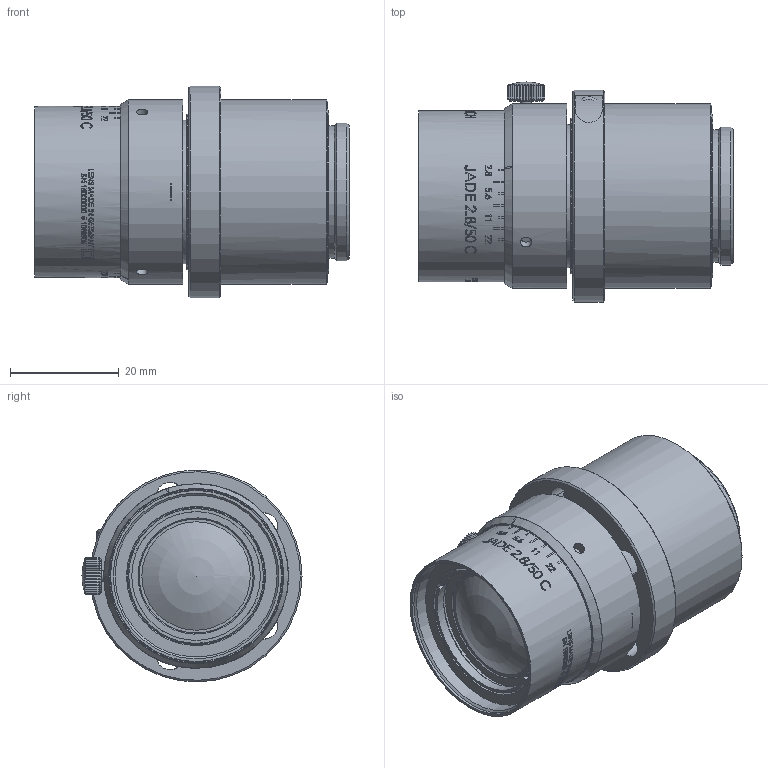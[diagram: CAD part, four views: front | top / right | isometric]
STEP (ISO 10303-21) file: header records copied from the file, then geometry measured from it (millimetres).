
FILE_DESCRIPTION(/* description */ (''),/* implementation_level */ '2;1');
FILE_NAME(/* name */ '1098905_00158804_003.stp',/* time_stamp */ '2021-09-17T13:23:44+02:00',/* author */ (''),/* organization */ (''),/* preprocessor_version */ 'ST-DEVELOPER v16',/* originating_system */ 'SIEMENS PLM Software NX 10.0',/* authorisation */ '');
FILE_SCHEMA (('AP203_CONFIGURATION_CONTROLLED_3D_DESIGN_OF_MECHANICAL_PARTS_AND_ASSEMBLIES_MIM_LF { 1 0 10303 403 2 1 2}'));
Length unit declared in the file: millimetre
Products named in the file (1): Froe47D4E78Cknhq
Bounding box: 57.98 x 40.5 x 38.99 mm (x, y, z)
Volume: 38971.1 mm3; surface area: 18739.5 mm2
Topology: 1 solids, 4 shells, 550 faces, 1852 edges, 1435 vertices
Faces by surface type: plane 249, cylinder 239, cone 48, torus 9, sphere 3, bspline 2
Full cylindrical faces by diameter (mm): 1.1 x1, 1.7 x3, 1.9 x3, 2 x1, 2.05 x4, 2.5 x1, 2.7 x3, 2.8 x1, 4.5 x1, 17.5 x1, 19.5 x1, 20 x1, 20.3 x1, 21 x1, 21.2 x1, 23 x1, 23.3 x1, 23.7 x1, 24.3 x1, 24.4 x1, 24.5 x1, 24.8 x1, 25.4 x1, 25.6 x1, 26.3 x1, 26.36 x1, 27 x1, 27.2 x1, 28.5 x1, 29.8 x1
Entity records: 23636 total; most frequent: CARTESIAN_POINT 8851, ORIENTED_EDGE 3419, DIRECTION 2360, EDGE_CURVE 1728, VERTEX_POINT 1392, AXIS2_PLACEMENT_3D 944, B_SPLINE_CURVE_WITH_KNOTS 822, EDGE_LOOP 789
